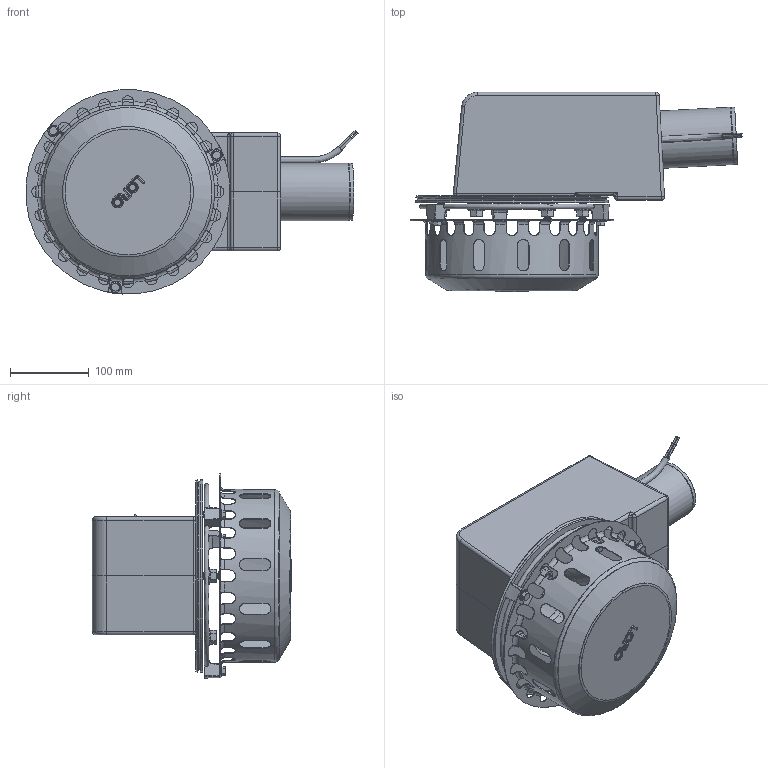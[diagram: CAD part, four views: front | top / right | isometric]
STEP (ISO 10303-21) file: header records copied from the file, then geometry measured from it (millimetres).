
FILE_DESCRIPTION(/* description */ (''),/* implementation_level */ '2;1');
FILE_NAME(/* name */ '21516.070X_3D.stp',/* time_stamp */ '2024-12-12T08:43:53+01:00',/* author */ ('CAD'),/* organization */ (''),/* preprocessor_version */ 'ST-DEVELOPER v20',/* originating_system */ 'AutoCAD Mechanical',/* authorisation */ '');
FILE_SCHEMA (('AUTOMOTIVE_DESIGN { 1 0 10303 214 3 1 1 }'));
Products named in the file (3): Product; *S3; HEIZBAND
Assembly tree (2 placements, depth 2):
  Product
    *S3
    HEIZBAND
Bounding box: 421.87 x 253.25 x 259.29 mm (x, y, z)
Volume: 4386830 mm3; surface area: 882298.3 mm2
Topology: 33 solids, 33 shells, 957 faces, 2418 edges, 1490 vertices
Faces by surface type: plane 274, cone 262, cylinder 224, torus 117, bspline 69, sphere 11
Full cylindrical faces by diameter (mm): 2 x6, 3 x3, 6 x3, 7 x6, 8 x15, 8.376 x6, 10.5 x2, 13 x6, 14.5 x2, 15 x2, 16 x6, 17.5 x1, 18 x1, 70.6 x2, 73 x2, 125 x1, 218 x1, 220 x1, 245 x1, 260 x1
Entity records: 65487 total; most frequent: CARTESIAN_POINT 42883, ORIENTED_EDGE 4800, DIRECTION 4534, EDGE_CURVE 2400, AXIS2_PLACEMENT_3D 1845, VERTEX_POINT 1488, EDGE_LOOP 1078, FACE_OUTER_BOUND 957
